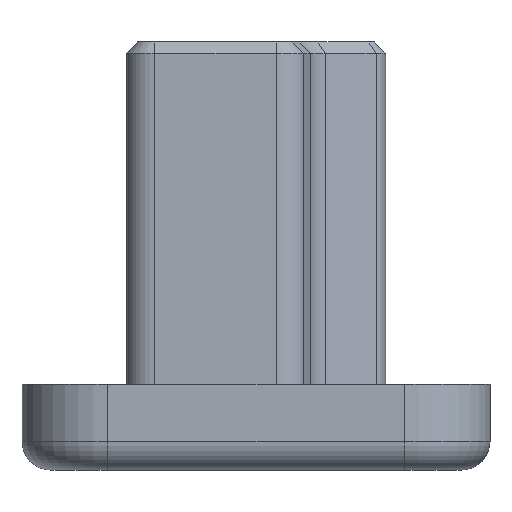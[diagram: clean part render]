
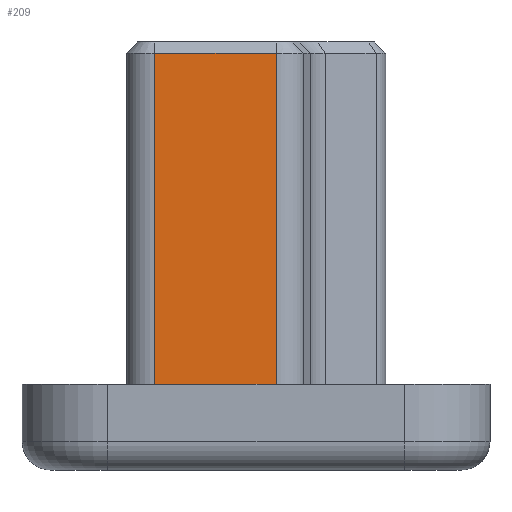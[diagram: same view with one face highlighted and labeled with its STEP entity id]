
A CAD part, left-side view. The second image highlights one B-rep face of the part: STEP entity #209.
In plain terms, the highlighted planar face has unit normal (-1, 0, 0).
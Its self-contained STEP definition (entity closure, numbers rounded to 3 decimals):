
#209 = ADVANCED_FACE ( 'NONE', ( #1333 ), #1369, .F. ) ;
#210 = ORIENTED_EDGE ( 'NONE', *, *, #212, .T. ) ;
#211 = ORIENTED_EDGE ( 'NONE', *, *, #400, .F. ) ;
#212 = EDGE_CURVE ( 'NONE', #404, #219, #1320, .T. ) ;
#213 = EDGE_CURVE ( 'NONE', #220, #412, #1277, .T. ) ;
#219 = VERTEX_POINT ( 'NONE', #1264 ) ;
#220 = VERTEX_POINT ( 'NONE', #1270 ) ;
#229 = ORIENTED_EDGE ( 'NONE', *, *, #213, .T. ) ;
#230 = ORIENTED_EDGE ( 'NONE', *, *, #475, .T. ) ;
#400 = EDGE_CURVE ( 'NONE', #404, #412, #1490, .T. ) ;
#404 = VERTEX_POINT ( 'NONE', #1500 ) ;
#412 = VERTEX_POINT ( 'NONE', #1746 ) ;
#437 = EDGE_LOOP ( 'NONE', ( #211, #210, #230, #229 ) ) ;
#475 = EDGE_CURVE ( 'NONE', #219, #220, #1731, .T. ) ;
#1264 = CARTESIAN_POINT ( 'NONE',  ( -7., -0.5, 5.8 ) ) ;
#1270 = CARTESIAN_POINT ( 'NONE',  ( -7., -0.5, 0. ) ) ;
#1274 = DIRECTION ( 'NONE',  ( 0., -1., 0. ) ) ;
#1275 = VECTOR ( 'NONE', #1274, 1000. ) ;
#1276 = CARTESIAN_POINT ( 'NONE',  ( -7., -2.631, 0. ) ) ;
#1277 = LINE ( 'NONE', #1276, #1275 ) ;
#1278 = DIRECTION ( 'NONE',  ( 0., 1., 0. ) ) ;
#1318 = VECTOR ( 'NONE', #1278, 1000. ) ;
#1319 = CARTESIAN_POINT ( 'NONE',  ( -7., -0.5, 5.8 ) ) ;
#1320 = LINE ( 'NONE', #1319, #1318 ) ;
#1324 = DIRECTION ( 'NONE',  ( 0., 1., 0. ) ) ;
#1325 = DIRECTION ( 'NONE',  ( 1., 0., 0. ) ) ;
#1326 = CARTESIAN_POINT ( 'NONE',  ( -7., -2.631, 6. ) ) ;
#1328 = AXIS2_PLACEMENT_3D ( 'NONE', #1326, #1325, #1324 ) ;
#1333 = FACE_OUTER_BOUND ( 'NONE', #437, .T. ) ;
#1369 = PLANE ( 'NONE',  #1328 ) ;
#1478 = VECTOR ( 'NONE', #1488, 1000. ) ;
#1488 = DIRECTION ( 'NONE',  ( 0., 0., -1. ) ) ;
#1489 = CARTESIAN_POINT ( 'NONE',  ( -7., -2.631, 6. ) ) ;
#1490 = LINE ( 'NONE', #1489, #1478 ) ;
#1500 = CARTESIAN_POINT ( 'NONE',  ( -7., -2.631, 5.8 ) ) ;
#1724 = DIRECTION ( 'NONE',  ( 0., 0., -1. ) ) ;
#1725 = VECTOR ( 'NONE', #1724, 1000. ) ;
#1731 = LINE ( 'NONE', #1735, #1725 ) ;
#1735 = CARTESIAN_POINT ( 'NONE',  ( -7., -0.5, 6. ) ) ;
#1746 = CARTESIAN_POINT ( 'NONE',  ( -7., -2.631, 0. ) ) ;
